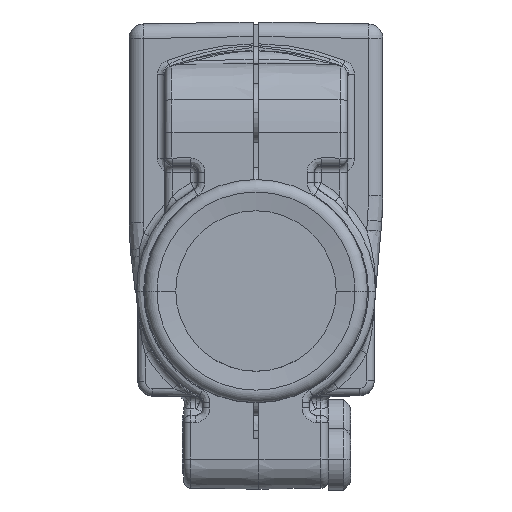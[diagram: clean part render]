
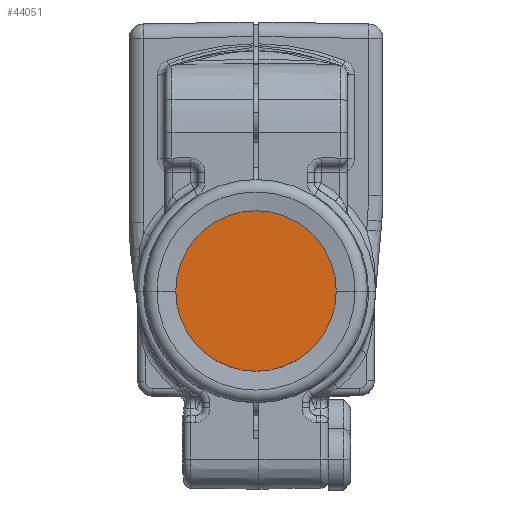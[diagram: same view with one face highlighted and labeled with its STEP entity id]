
A CAD part, top view. The second image highlights one B-rep face of the part: STEP entity #44051.
In plain terms, the highlighted planar face has unit normal (0, 0, 1).
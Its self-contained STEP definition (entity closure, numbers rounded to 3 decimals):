
#4605 = VERTEX_POINT ( 'NONE', #20959 ) ;
#13667 = AXIS2_PLACEMENT_3D ( 'NONE', #65961, #18127, #44648 ) ;
#18127 = DIRECTION ( 'NONE',  ( 0., 0., 1. ) ) ;
#20959 = CARTESIAN_POINT ( 'NONE',  ( 4.213, -3.535, 61.44 ) ) ;
#25473 = VERTEX_POINT ( 'NONE', #61018 ) ;
#27210 = EDGE_LOOP ( 'NONE', ( #46590, #52870 ) ) ;
#29538 = PLANE ( 'NONE',  #49377 ) ;
#29874 = DIRECTION ( 'NONE',  ( -0.766, 0.643, 0. ) ) ;
#30470 = CIRCLE ( 'NONE', #56877, 5.5 ) ;
#30546 = DIRECTION ( 'NONE',  ( 0., 0., 1. ) ) ;
#32192 = DIRECTION ( 'NONE',  ( 1., 0., 0. ) ) ;
#33463 = CIRCLE ( 'NONE', #13667, 5.5 ) ;
#38792 = EDGE_CURVE ( 'NONE', #4605, #25473, #33463, .T. ) ;
#42875 = CARTESIAN_POINT ( 'NONE',  ( 0., 0., 61.44 ) ) ;
#44051 = ADVANCED_FACE ( 'NONE', ( #46032 ), #29538, .T. ) ;
#44648 = DIRECTION ( 'NONE',  ( 1., 0., 0. ) ) ;
#46032 = FACE_OUTER_BOUND ( 'NONE', #27210, .T. ) ;
#46590 = ORIENTED_EDGE ( 'NONE', *, *, #38792, .T. ) ;
#49377 = AXIS2_PLACEMENT_3D ( 'NONE', #56709, #30546, #29874 ) ;
#52827 = EDGE_CURVE ( 'NONE', #25473, #4605, #30470, .T. ) ;
#52870 = ORIENTED_EDGE ( 'NONE', *, *, #52827, .T. ) ;
#56709 = CARTESIAN_POINT ( 'NONE',  ( 0., 0., 61.44 ) ) ;
#56877 = AXIS2_PLACEMENT_3D ( 'NONE', #42875, #59071, #32192 ) ;
#59071 = DIRECTION ( 'NONE',  ( 0., 0., 1. ) ) ;
#61018 = CARTESIAN_POINT ( 'NONE',  ( -4.213, 3.535, 61.44 ) ) ;
#65961 = CARTESIAN_POINT ( 'NONE',  ( 0., 0., 61.44 ) ) ;
